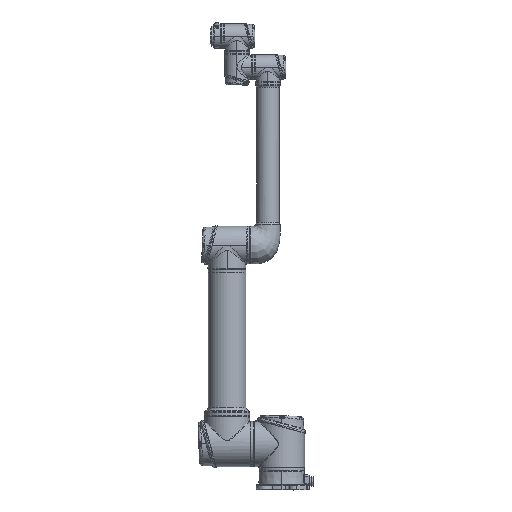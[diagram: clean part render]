
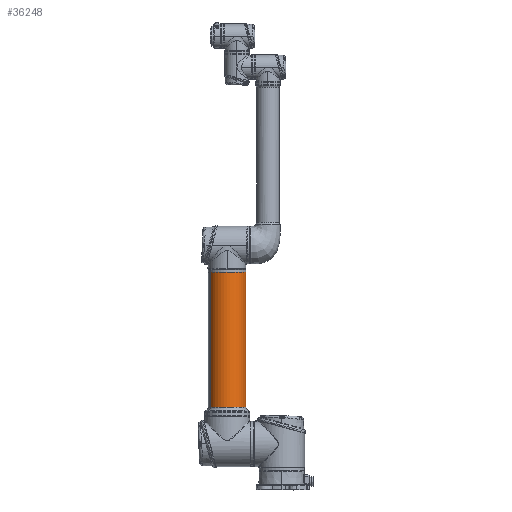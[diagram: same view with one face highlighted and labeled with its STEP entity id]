
A CAD part, top view. The second image highlights one B-rep face of the part: STEP entity #36248.
In plain terms, the highlighted cylindrical face has radius 76 mm (diameter 152 mm), a partial arc.
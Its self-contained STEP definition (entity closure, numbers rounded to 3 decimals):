
#1619 = EDGE_CURVE ( 'NONE', #17328, #75459, #116189, .T. ) ;
#3611 = DIRECTION ( 'NONE',  ( -0.19, 0.012, 0.982 ) ) ;
#4868 = LINE ( 'NONE', #110010, #65849 ) ;
#6158 = DIRECTION ( 'NONE',  ( -0.545, -0.833, -0.095 ) ) ;
#15987 = VECTOR ( 'NONE', #98960, 1000. ) ;
#17328 = VERTEX_POINT ( 'NONE', #232849 ) ;
#21080 = EDGE_LOOP ( 'NONE', ( #211345, #148931, #170310, #47042 ) ) ;
#24840 = CARTESIAN_POINT ( 'NONE',  ( -85.388, -225.619, -244.996 ) ) ;
#29817 = DIRECTION ( 'NONE',  ( -0.545, -0.833, -0.095 ) ) ;
#30373 = EDGE_CURVE ( 'NONE', #17328, #220062, #4868, .T. ) ;
#36248 = ADVANCED_FACE ( 'NONE', ( #222022 ), #124409, .T. ) ;
#47042 = ORIENTED_EDGE ( 'NONE', *, *, #75347, .F. ) ;
#63954 = CARTESIAN_POINT ( 'NONE',  ( 27.463, -232.612, -828.34 ) ) ;
#65849 = VECTOR ( 'NONE', #150895, 1000. ) ;
#75347 = EDGE_CURVE ( 'NONE', #75459, #126749, #205216, .T. ) ;
#75459 = VERTEX_POINT ( 'NONE', #121175 ) ;
#81135 = DIRECTION ( 'NONE',  ( 0.19, -0.012, -0.982 ) ) ;
#87906 = CARTESIAN_POINT ( 'NONE',  ( -75.892, -226.207, -294.083 ) ) ;
#98960 = DIRECTION ( 'NONE',  ( 0.19, -0.012, -0.982 ) ) ;
#110010 = CARTESIAN_POINT ( 'NONE',  ( -43.992, -162.295, -237.747 ) ) ;
#116067 = CARTESIAN_POINT ( 'NONE',  ( -126.783, -288.942, -252.245 ) ) ;
#116189 = CIRCLE ( 'NONE', #230997, 76. ) ;
#119114 = AXIS2_PLACEMENT_3D ( 'NONE', #24840, #81135, #122201 ) ;
#121175 = CARTESIAN_POINT ( 'NONE',  ( -117.287, -289.531, -301.332 ) ) ;
#122201 = DIRECTION ( 'NONE',  ( -0.545, -0.833, -0.095 ) ) ;
#124409 = CYLINDRICAL_SURFACE ( 'NONE', #119114, 76. ) ;
#126749 = VERTEX_POINT ( 'NONE', #197553 ) ;
#145181 = DIRECTION ( 'NONE',  ( -0.19, 0.012, 0.982 ) ) ;
#148931 = ORIENTED_EDGE ( 'NONE', *, *, #30373, .T. ) ;
#149051 = CIRCLE ( 'NONE', #225960, 76. ) ;
#150895 = DIRECTION ( 'NONE',  ( 0.19, -0.012, -0.982 ) ) ;
#170310 = ORIENTED_EDGE ( 'NONE', *, *, #243432, .T. ) ;
#187275 = CARTESIAN_POINT ( 'NONE',  ( 68.858, -169.288, -821.091 ) ) ;
#197553 = CARTESIAN_POINT ( 'NONE',  ( -13.932, -295.935, -835.589 ) ) ;
#205216 = LINE ( 'NONE', #116067, #15987 ) ;
#211345 = ORIENTED_EDGE ( 'NONE', *, *, #1619, .F. ) ;
#220062 = VERTEX_POINT ( 'NONE', #187275 ) ;
#222022 = FACE_OUTER_BOUND ( 'NONE', #21080, .T. ) ;
#225960 = AXIS2_PLACEMENT_3D ( 'NONE', #63954, #3611, #6158 ) ;
#230997 = AXIS2_PLACEMENT_3D ( 'NONE', #87906, #145181, #29817 ) ;
#232849 = CARTESIAN_POINT ( 'NONE',  ( -34.496, -162.883, -286.834 ) ) ;
#243432 = EDGE_CURVE ( 'NONE', #220062, #126749, #149051, .T. ) ;
